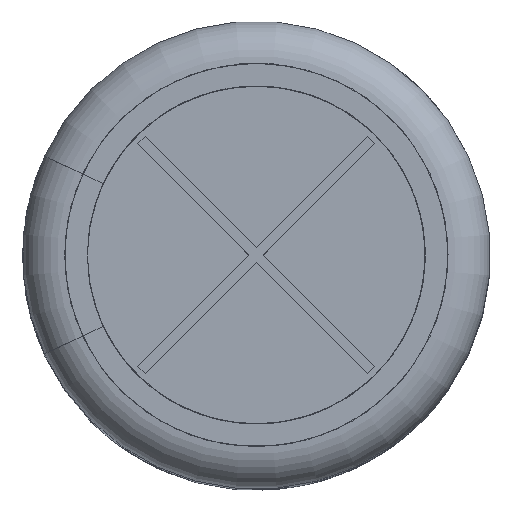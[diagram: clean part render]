
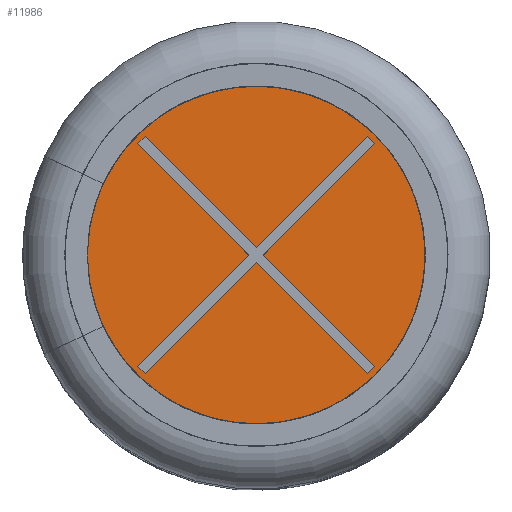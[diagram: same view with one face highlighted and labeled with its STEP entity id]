
A CAD part, top view. The second image highlights one B-rep face of the part: STEP entity #11986.
In plain terms, the highlighted planar face has unit normal (0, 0, 1).
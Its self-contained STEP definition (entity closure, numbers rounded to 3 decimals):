
#539=LINE('',#15264,#1214);
#540=LINE('',#15267,#1215);
#541=LINE('',#15269,#1216);
#542=LINE('',#15271,#1217);
#543=LINE('',#15273,#1218);
#544=LINE('',#15275,#1219);
#545=LINE('',#15277,#1220);
#546=LINE('',#15279,#1221);
#547=LINE('',#15281,#1222);
#548=LINE('',#15283,#1223);
#549=LINE('',#15285,#1224);
#550=LINE('',#15287,#1225);
#1214=VECTOR('',#13207,1000.);
#1215=VECTOR('',#13208,1000.);
#1216=VECTOR('',#13209,1000.);
#1217=VECTOR('',#13210,1000.);
#1218=VECTOR('',#13211,1000.);
#1219=VECTOR('',#13212,1000.);
#1220=VECTOR('',#13213,1000.);
#1221=VECTOR('',#13214,1000.);
#1222=VECTOR('',#13215,1000.);
#1223=VECTOR('',#13216,1000.);
#1224=VECTOR('',#13217,1000.);
#1225=VECTOR('',#13218,1000.);
#1889=ORIENTED_EDGE('',*,*,#4399,.F.);
#1890=ORIENTED_EDGE('',*,*,#4400,.T.);
#1891=ORIENTED_EDGE('',*,*,#4401,.T.);
#1892=ORIENTED_EDGE('',*,*,#4402,.T.);
#1893=ORIENTED_EDGE('',*,*,#4403,.T.);
#1894=ORIENTED_EDGE('',*,*,#4404,.T.);
#1895=ORIENTED_EDGE('',*,*,#4405,.T.);
#1896=ORIENTED_EDGE('',*,*,#4406,.T.);
#1897=ORIENTED_EDGE('',*,*,#4407,.T.);
#1898=ORIENTED_EDGE('',*,*,#4408,.T.);
#1899=ORIENTED_EDGE('',*,*,#4409,.T.);
#1900=ORIENTED_EDGE('',*,*,#4410,.T.);
#1901=ORIENTED_EDGE('',*,*,#4411,.T.);
#4399=EDGE_CURVE('',#5654,#5654,#6513,.T.);
#4400=EDGE_CURVE('',#5655,#5656,#539,.T.);
#4401=EDGE_CURVE('',#5656,#5657,#540,.T.);
#4402=EDGE_CURVE('',#5657,#5658,#541,.T.);
#4403=EDGE_CURVE('',#5658,#5659,#542,.T.);
#4404=EDGE_CURVE('',#5659,#5660,#543,.T.);
#4405=EDGE_CURVE('',#5660,#5661,#544,.T.);
#4406=EDGE_CURVE('',#5661,#5662,#545,.T.);
#4407=EDGE_CURVE('',#5662,#5663,#546,.T.);
#4408=EDGE_CURVE('',#5663,#5664,#547,.T.);
#4409=EDGE_CURVE('',#5664,#5665,#548,.T.);
#4410=EDGE_CURVE('',#5665,#5666,#549,.T.);
#4411=EDGE_CURVE('',#5666,#5655,#550,.T.);
#5654=VERTEX_POINT('',#15263);
#5655=VERTEX_POINT('',#15265);
#5656=VERTEX_POINT('',#15266);
#5657=VERTEX_POINT('',#15268);
#5658=VERTEX_POINT('',#15270);
#5659=VERTEX_POINT('',#15272);
#5660=VERTEX_POINT('',#15274);
#5661=VERTEX_POINT('',#15276);
#5662=VERTEX_POINT('',#15278);
#5663=VERTEX_POINT('',#15280);
#5664=VERTEX_POINT('',#15282);
#5665=VERTEX_POINT('',#15284);
#5666=VERTEX_POINT('',#15286);
#6513=CIRCLE('',#12511,10.244);
#6814=EDGE_LOOP('',(#1889));
#6815=EDGE_LOOP('',(#1890,#1891,#1892,#1893,#1894,#1895,#1896,#1897,#1898,
#1899,#1900,#1901));
#7448=FACE_BOUND('',#6814,.T.);
#7449=FACE_BOUND('',#6815,.T.);
#8082=PLANE('',#12510);
#11986=ADVANCED_FACE('',(#7448,#7449),#8082,.T.);
#12510=AXIS2_PLACEMENT_3D('',#15261,#13203,#13204);
#12511=AXIS2_PLACEMENT_3D('',#15262,#13205,#13206);
#13203=DIRECTION('',(0.,0.,1.));
#13204=DIRECTION('',(1.,0.,0.));
#13205=DIRECTION('',(0.,0.,-1.));
#13206=DIRECTION('',(-1.,0.,0.));
#13207=DIRECTION('',(0.707,0.707,0.));
#13208=DIRECTION('',(0.707,-0.707,0.));
#13209=DIRECTION('',(0.707,0.707,0.));
#13210=DIRECTION('',(0.707,-0.707,0.));
#13211=DIRECTION('',(-0.707,-0.707,0.));
#13212=DIRECTION('',(0.707,-0.707,0.));
#13213=DIRECTION('',(-0.707,-0.707,0.));
#13214=DIRECTION('',(-0.707,0.707,0.));
#13215=DIRECTION('',(-0.707,-0.707,0.));
#13216=DIRECTION('',(-0.707,0.707,0.));
#13217=DIRECTION('',(0.707,0.707,0.));
#13218=DIRECTION('',(-0.707,0.707,0.));
#15261=CARTESIAN_POINT('',(-10.244,0.,50.8));
#15262=CARTESIAN_POINT('',(0.,0.,50.8));
#15263=CARTESIAN_POINT('',(-10.244,0.,50.8));
#15264=CARTESIAN_POINT('',(-5.939,6.331,50.8));
#15265=CARTESIAN_POINT('',(-6.331,5.939,50.8));
#15266=CARTESIAN_POINT('',(-5.939,6.331,50.8));
#15267=CARTESIAN_POINT('',(0.,0.393,50.8));
#15268=CARTESIAN_POINT('',(0.,0.393,50.8));
#15269=CARTESIAN_POINT('',(0.,0.393,50.8));
#15270=CARTESIAN_POINT('',(5.939,6.331,50.8));
#15271=CARTESIAN_POINT('',(6.331,5.939,50.8));
#15272=CARTESIAN_POINT('',(6.331,5.939,50.8));
#15273=CARTESIAN_POINT('',(0.393,0.,50.8));
#15274=CARTESIAN_POINT('',(0.393,0.,50.8));
#15275=CARTESIAN_POINT('',(0.393,0.,50.8));
#15276=CARTESIAN_POINT('',(6.331,-5.939,50.8));
#15277=CARTESIAN_POINT('',(6.331,-5.939,50.8));
#15278=CARTESIAN_POINT('',(5.939,-6.331,50.8));
#15279=CARTESIAN_POINT('',(0.,-0.393,50.8));
#15280=CARTESIAN_POINT('',(0.,-0.393,50.8));
#15281=CARTESIAN_POINT('',(0.,-0.393,50.8));
#15282=CARTESIAN_POINT('',(-5.939,-6.331,50.8));
#15283=CARTESIAN_POINT('',(-5.939,-6.331,50.8));
#15284=CARTESIAN_POINT('',(-6.331,-5.939,50.8));
#15285=CARTESIAN_POINT('',(-0.393,0.,50.8));
#15286=CARTESIAN_POINT('',(-0.393,0.,50.8));
#15287=CARTESIAN_POINT('',(-0.393,0.,50.8));
